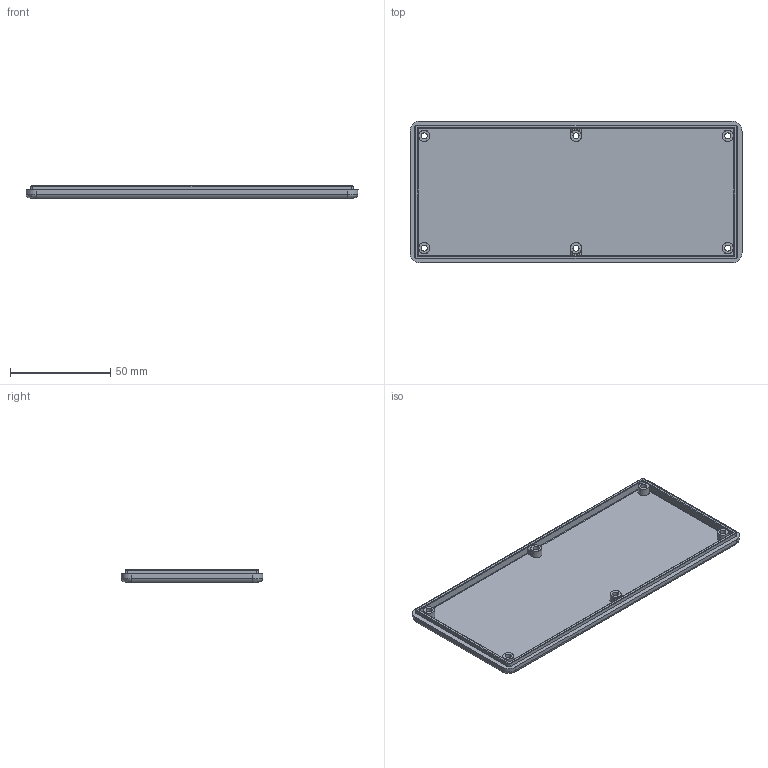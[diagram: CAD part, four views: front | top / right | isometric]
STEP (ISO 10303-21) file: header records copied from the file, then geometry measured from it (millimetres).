
FILE_DESCRIPTION((''),'2;1');
FILE_NAME('1591H Lid.stp','2006-02-20T10:17:58',('rboehler'),(''),'Autodesk Inventor 10','Autodesk Inventor 10','');
FILE_SCHEMA(('AUTOMOTIVE_DESIGN { 1 0 10303 214 1 1 1 1 }'));
Length unit declared in the file: millimetre
Products named in the file (1): 1591H Lid
Bounding box: 165.7 x 70.8 x 6 mm (x, y, z)
Volume: 28992.4 mm3; surface area: 27949.4 mm2
Topology: 1 solids, 1 shells, 108 faces, 258 edges, 158 vertices
Faces by surface type: cylinder 36, plane 34, bspline 30, cone 8
Full cylindrical faces by diameter (mm): 5.6 x6
Entity records: 4328 total; most frequent: CARTESIAN_POINT 2056, DIRECTION 454, ORIENTED_EDGE 440, EDGE_CURVE 220, AXIS2_PLACEMENT_3D 181, EDGE_LOOP 148, VERTEX_POINT 146, FACE_OUTER_BOUND 106
